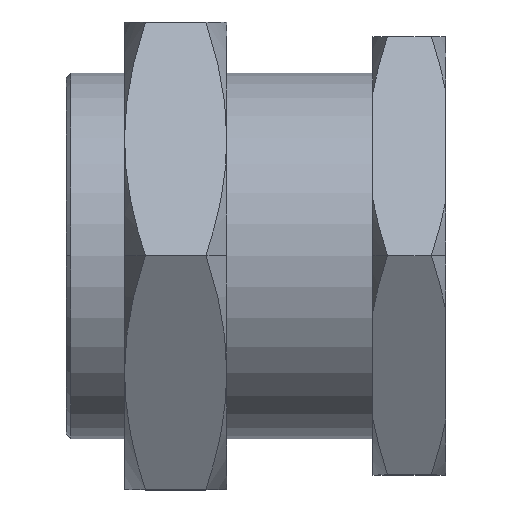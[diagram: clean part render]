
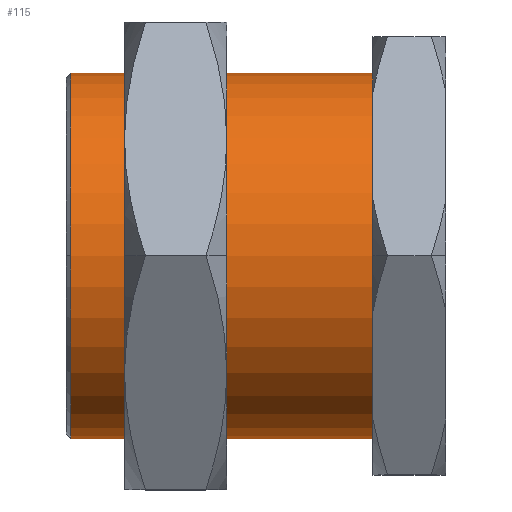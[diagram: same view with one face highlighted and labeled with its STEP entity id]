
A CAD part, top view. The second image highlights one B-rep face of the part: STEP entity #115.
In plain terms, the highlighted cylindrical face has radius 12.513 mm (diameter 25.026 mm), a partial arc.
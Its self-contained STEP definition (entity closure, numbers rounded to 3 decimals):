
#115=ADVANCED_FACE('',(#282),#283,.T.);
#282=FACE_OUTER_BOUND('',#507,.T.);
#283=CYLINDRICAL_SURFACE('',#508,12.513);
#507=EDGE_LOOP('',(#771,#772,#773,#774,#775));
#508=AXIS2_PLACEMENT_3D('',#776,#777,#778);
#771=ORIENTED_EDGE('',*,*,#1355,.T.);
#772=ORIENTED_EDGE('',*,*,#1356,.F.);
#773=ORIENTED_EDGE('',*,*,#1357,.T.);
#774=ORIENTED_EDGE('',*,*,#1358,.F.);
#775=ORIENTED_EDGE('',*,*,#1359,.F.);
#776=CARTESIAN_POINT('',(-27.3,0.0,0.0));
#777=DIRECTION('',(-1.0,-0.0,0.0));
#778=DIRECTION('',(0.0,-1.0,0.0));
#1355=EDGE_CURVE('',#1631,#1632,#1633,.T.);
#1356=EDGE_CURVE('',#1634,#1632,#1635,.T.);
#1357=EDGE_CURVE('',#1634,#1636,#1637,.T.);
#1358=EDGE_CURVE('',#1638,#1636,#1639,.T.);
#1359=EDGE_CURVE('',#1631,#1638,#1640,.T.);
#1631=VERTEX_POINT('',#2054);
#1632=VERTEX_POINT('',#2055);
#1633=LINE('',#2056,#2057);
#1634=VERTEX_POINT('',#2058);
#1635=CIRCLE('',#2059,12.513);
#1636=VERTEX_POINT('',#2060);
#1637=LINE('',#2061,#2062);
#1638=VERTEX_POINT('',#2063);
#1639=CIRCLE('',#2064,12.513);
#1640=CIRCLE('',#2065,12.513);
#2054=CARTESIAN_POINT('',(-25.675,-12.513,0.));
#2055=CARTESIAN_POINT('',(-5.0,-12.513,0.));
#2056=CARTESIAN_POINT('',(-15.338,-12.513,0.));
#2057=VECTOR('',#2781,1.0);
#2058=CARTESIAN_POINT('',(-5.0,12.513,0.0));
#2059=AXIS2_PLACEMENT_3D('',#2782,#2783,#2784);
#2060=CARTESIAN_POINT('',(-25.675,12.513,0.0));
#2061=CARTESIAN_POINT('',(-15.338,12.513,0.));
#2062=VECTOR('',#2785,1.0);
#2063=CARTESIAN_POINT('',(-25.675,0.,12.513));
#2064=AXIS2_PLACEMENT_3D('',#2786,#2787,#2788);
#2065=AXIS2_PLACEMENT_3D('',#2789,#2790,#2791);
#2781=DIRECTION('',(1.0,-0.0,-0.0));
#2782=CARTESIAN_POINT('',(-5.0,0.0,0.0));
#2783=DIRECTION('',(1.0,0.0,0.0));
#2784=DIRECTION('',(0.0,1.0,0.0));
#2785=DIRECTION('',(-1.0,-0.0,-0.0));
#2786=CARTESIAN_POINT('',(-25.675,0.0,0.0));
#2787=DIRECTION('',(-1.0,0.0,0.0));
#2788=DIRECTION('',(0.0,-1.0,0.0));
#2789=CARTESIAN_POINT('',(-25.675,0.0,0.0));
#2790=DIRECTION('',(-1.0,0.0,0.0));
#2791=DIRECTION('',(0.0,-1.0,0.0));
